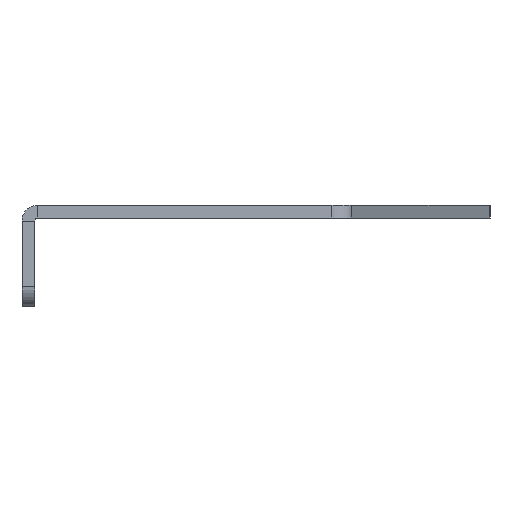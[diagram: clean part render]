
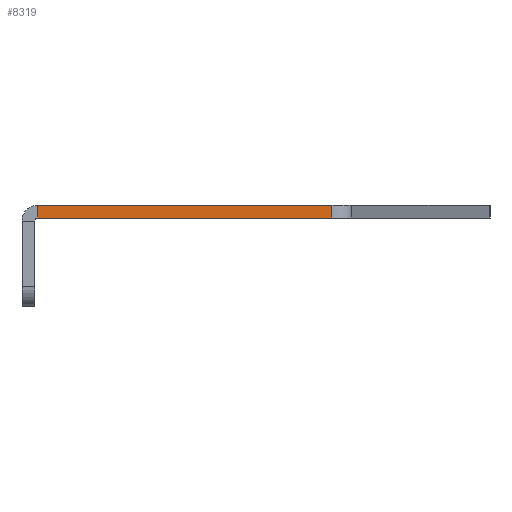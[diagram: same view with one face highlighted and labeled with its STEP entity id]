
A CAD part, left-side view. The second image highlights one B-rep face of the part: STEP entity #8319.
In plain terms, the highlighted planar face has unit normal (-1, 0, 0).
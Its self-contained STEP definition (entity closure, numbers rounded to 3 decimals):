
#119 = DIRECTION ( 'NONE',  ( 0., -1., 0. ) ) ;
#152 = VERTEX_POINT ( 'NONE', #6011 ) ;
#402 = CARTESIAN_POINT ( 'NONE',  ( -130., -20., -3.175 ) ) ;
#725 = EDGE_CURVE ( 'NONE', #5168, #152, #1957, .T. ) ;
#1582 = ORIENTED_EDGE ( 'NONE', *, *, #6769, .F. ) ;
#1957 = LINE ( 'NONE', #5381, #4774 ) ;
#2278 = CARTESIAN_POINT ( 'NONE',  ( -130., 56.088, -3.175 ) ) ;
#2329 = CARTESIAN_POINT ( 'NONE',  ( -130., -16.168, -3.175 ) ) ;
#2453 = CARTESIAN_POINT ( 'NONE',  ( -130., -16.168, 0. ) ) ;
#2763 = EDGE_LOOP ( 'NONE', ( #7181, #4752, #7468, #1582 ) ) ;
#2964 = DIRECTION ( 'NONE',  ( 0., 0., 1. ) ) ;
#3054 = CARTESIAN_POINT ( 'NONE',  ( -130., 56.088, 0. ) ) ;
#3510 = DIRECTION ( 'NONE',  ( 0., -1., 0. ) ) ;
#3883 = LINE ( 'NONE', #8114, #6541 ) ;
#3924 = VECTOR ( 'NONE', #2964, 1000. ) ;
#4380 = DIRECTION ( 'NONE',  ( 0., 0., 1. ) ) ;
#4752 = ORIENTED_EDGE ( 'NONE', *, *, #6299, .T. ) ;
#4774 = VECTOR ( 'NONE', #3510, 1000. ) ;
#4803 = CARTESIAN_POINT ( 'NONE',  ( -130., 56.088, -3.175 ) ) ;
#5018 = VECTOR ( 'NONE', #6107, 1000. ) ;
#5168 = VERTEX_POINT ( 'NONE', #2278 ) ;
#5267 = VERTEX_POINT ( 'NONE', #3054 ) ;
#5381 = CARTESIAN_POINT ( 'NONE',  ( -130., -20., -3.175 ) ) ;
#5696 = VERTEX_POINT ( 'NONE', #2453 ) ;
#5854 = AXIS2_PLACEMENT_3D ( 'NONE', #402, #7411, #4380 ) ;
#5989 = FACE_OUTER_BOUND ( 'NONE', #2763, .T. ) ;
#6011 = CARTESIAN_POINT ( 'NONE',  ( -130., -16.168, -3.175 ) ) ;
#6107 = DIRECTION ( 'NONE',  ( 0., 0., 1. ) ) ;
#6299 = EDGE_CURVE ( 'NONE', #152, #5696, #7797, .T. ) ;
#6541 = VECTOR ( 'NONE', #119, 1000. ) ;
#6769 = EDGE_CURVE ( 'NONE', #5168, #5267, #7241, .T. ) ;
#6998 = EDGE_CURVE ( 'NONE', #5267, #5696, #3883, .T. ) ;
#7181 = ORIENTED_EDGE ( 'NONE', *, *, #725, .T. ) ;
#7241 = LINE ( 'NONE', #4803, #3924 ) ;
#7411 = DIRECTION ( 'NONE',  ( -1., 0., 0. ) ) ;
#7468 = ORIENTED_EDGE ( 'NONE', *, *, #6998, .F. ) ;
#7595 = PLANE ( 'NONE',  #5854 ) ;
#7797 = LINE ( 'NONE', #2329, #5018 ) ;
#8114 = CARTESIAN_POINT ( 'NONE',  ( -130., -20., 0. ) ) ;
#8319 = ADVANCED_FACE ( 'NONE', ( #5989 ), #7595, .T. ) ;
